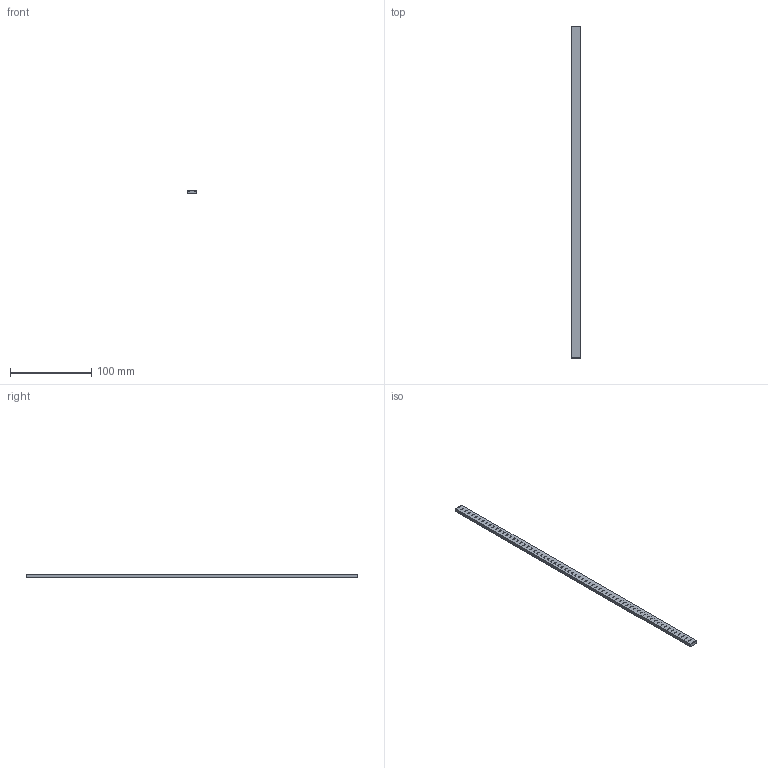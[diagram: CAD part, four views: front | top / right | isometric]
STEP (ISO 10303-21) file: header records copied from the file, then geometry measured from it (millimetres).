
FILE_DESCRIPTION(/* description */ ('Unknown'),/* implementation_level */ '2;1');
FILE_NAME(/* name */ '3851010_maxSized',/* time_stamp */ '2019-11-22T11:24:55+08:00',/* author */ ('Unknown'),/* organization */ ('Unknown'),/* preprocessor_version */ 'ST-DEVELOPER v16.7',/* originating_system */ 'DEX',/* authorisation */ $);
FILE_SCHEMA (('AUTOMOTIVE_DESIGN {1 0 10303 214 3 1 1}'));
Length unit declared in the file: millimetre
Products named in the file (3): 3851010_maxSized; maxSized; 3851010_408,0mm
Assembly tree (2 placements, depth 2):
  3851010_maxSized
    maxSized
    3851010_408,0mm
Bounding box: 11.2 x 408.8 x 3.98 mm (x, y, z)
Surface area: 26913.4 mm2
Topology: 2 solids, 2 shells, 970 faces, 2756 edges, 1656 vertices
Faces by surface type: plane 562, cylinder 408
Entity records: 31270 total; most frequent: DIRECTION 5518, ORIENTED_EDGE 5512, CARTESIAN_POINT 5385, EDGE_CURVE 2756, LINE 1940, VECTOR 1940, AXIS2_PLACEMENT_3D 1789, VERTEX_POINT 1656
